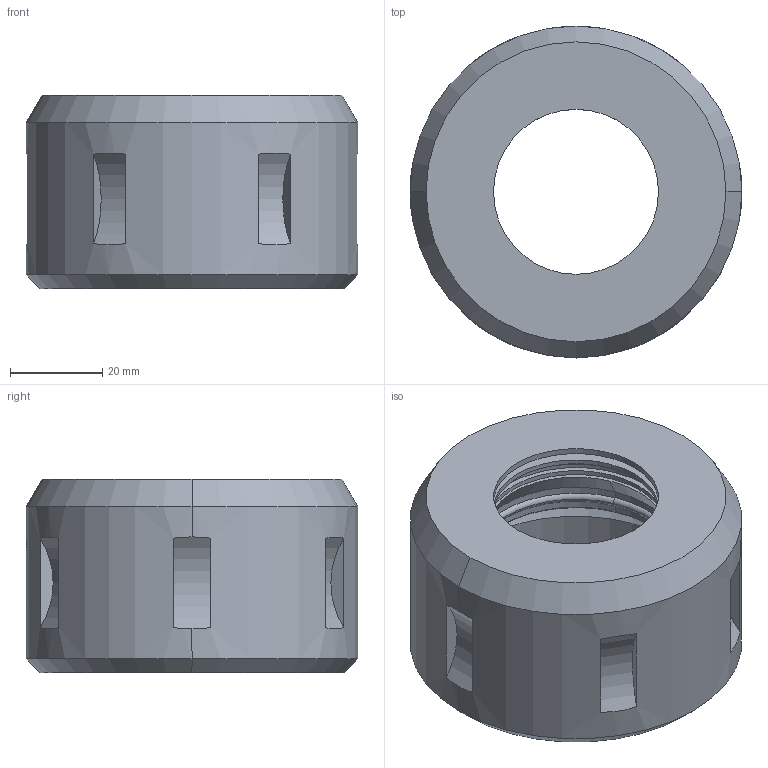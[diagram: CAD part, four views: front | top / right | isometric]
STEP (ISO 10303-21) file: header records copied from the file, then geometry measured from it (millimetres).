
FILE_DESCRIPTION (( 'STEP AP203' ), '1' );
FILE_NAME ('SM99D32D.STEP', '2018-03-27T07:34:53', ( 'artnet' ), ( 'Hewlett-Packard Company' ), 'SwSTEP 2.0', 'SolidWorks 2018', '' );
FILE_SCHEMA (( 'CONFIG_CONTROL_DESIGN' ));
Length unit declared in the file: millimetre
Products named in the file (3): ME88D32D; IR88D32; SM99D32D
Assembly tree (2 placements, depth 2):
  SM99D32D
    ME88D32D
    IR88D32
Bounding box: 72 x 72 x 42 mm (x, y, z)
Volume: 75715.6 mm3; surface area: 30047.1 mm2
Topology: 2 solids, 2 shells, 87 faces, 186 edges, 114 vertices
Faces by surface type: cylinder 38, plane 24, cone 14, torus 11
Entity records: 2815 total; most frequent: CARTESIAN_POINT 576, DIRECTION 448, ORIENTED_EDGE 372, AXIS2_PLACEMENT_3D 194, EDGE_CURVE 186, VERTEX_POINT 114, EDGE_LOOP 104, CIRCLE 102
